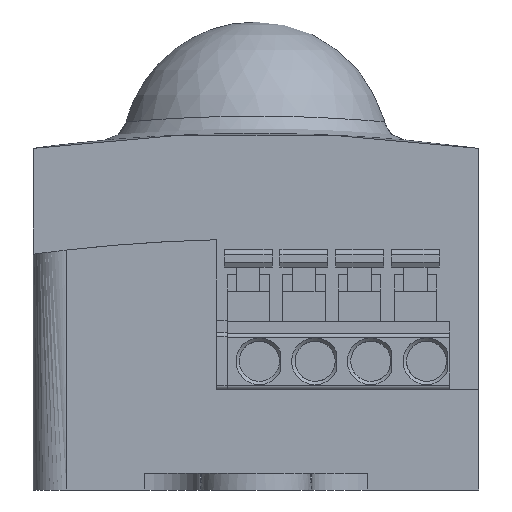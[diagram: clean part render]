
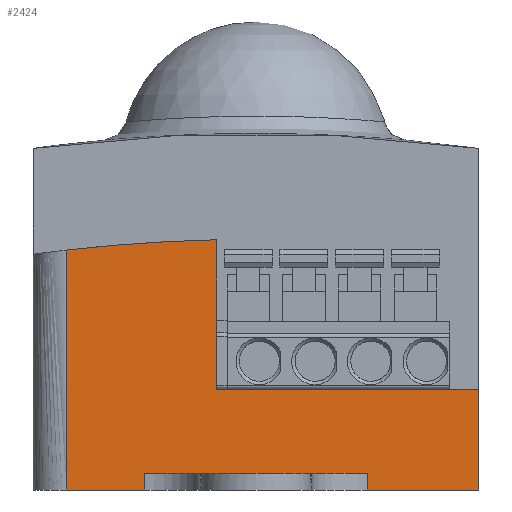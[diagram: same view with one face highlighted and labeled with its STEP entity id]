
A CAD part, left-side view. The second image highlights one B-rep face of the part: STEP entity #2424.
In plain terms, the highlighted planar face has unit normal (-1, 0, 0).
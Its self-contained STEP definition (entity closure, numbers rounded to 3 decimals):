
#2290=CIRCLE('',#8654,150.);
#2424=ADVANCED_FACE('',(#3065),#2773,.T.);
#2773=PLANE('',#8687);
#3065=FACE_OUTER_BOUND('',#3395,.T.);
#3395=EDGE_LOOP('',(#3905,#3906,#3907,#3908,#3909,#3910,#3911,#3912,#3913,
#3914));
#3905=ORIENTED_EDGE('',*,*,#6287,.T.);
#3906=ORIENTED_EDGE('',*,*,#6275,.T.);
#3907=ORIENTED_EDGE('',*,*,#6288,.T.);
#3908=ORIENTED_EDGE('',*,*,#6219,.T.);
#3909=ORIENTED_EDGE('',*,*,#6289,.T.);
#3910=ORIENTED_EDGE('',*,*,#6285,.T.);
#3911=ORIENTED_EDGE('',*,*,#6191,.T.);
#3912=ORIENTED_EDGE('',*,*,#6286,.T.);
#3913=ORIENTED_EDGE('',*,*,#6187,.T.);
#3914=ORIENTED_EDGE('',*,*,#6231,.F.);
#5585=VERTEX_POINT('',#10806);
#5586=VERTEX_POINT('',#10807);
#5589=VERTEX_POINT('',#10815);
#5590=VERTEX_POINT('',#10816);
#5617=VERTEX_POINT('',#10875);
#5618=VERTEX_POINT('',#10877);
#5627=VERTEX_POINT('',#10914);
#5656=VERTEX_POINT('',#10993);
#5661=VERTEX_POINT('',#11002);
#5662=VERTEX_POINT('',#11004);
#6187=EDGE_CURVE('',#5585,#5586,#7093,.T.);
#6191=EDGE_CURVE('',#5589,#5590,#7097,.T.);
#6219=EDGE_CURVE('',#5618,#5617,#7120,.T.);
#6231=EDGE_CURVE('',#5627,#5586,#2290,.T.);
#6275=EDGE_CURVE('',#5662,#5661,#7157,.T.);
#6285=EDGE_CURVE('',#5656,#5589,#7158,.T.);
#6286=EDGE_CURVE('',#5590,#5585,#7159,.T.);
#6287=EDGE_CURVE('',#5627,#5662,#7160,.T.);
#6288=EDGE_CURVE('',#5661,#5618,#7161,.T.);
#6289=EDGE_CURVE('',#5617,#5656,#7162,.T.);
#7093=LINE('',#10805,#7867);
#7097=LINE('',#10814,#7871);
#7120=LINE('',#10876,#7894);
#7157=LINE('',#11003,#7931);
#7158=LINE('',#11029,#7932);
#7159=LINE('',#11031,#7933);
#7160=LINE('',#11033,#7934);
#7161=LINE('',#11034,#7935);
#7162=LINE('',#11035,#7936);
#7867=VECTOR('',#9106,1.);
#7871=VECTOR('',#9112,1.);
#7894=VECTOR('',#9147,1.);
#7931=VECTOR('',#9244,1.);
#7932=VECTOR('',#9257,1.);
#7933=VECTOR('',#9260,1.);
#7934=VECTOR('',#9263,1.);
#7935=VECTOR('',#9264,1.);
#7936=VECTOR('',#9265,1.);
#8654=AXIS2_PLACEMENT_3D('',#10915,#9165,#9166);
#8687=AXIS2_PLACEMENT_3D('',#11036,#9266,#9267);
#9106=DIRECTION('',(0.,0.,1.));
#9112=DIRECTION('',(0.,0.,1.));
#9147=DIRECTION('',(0.,-1.,0.));
#9165=DIRECTION('',(1.,0.,0.));
#9166=DIRECTION('',(0.,0.,1.));
#9244=DIRECTION('',(0.,-1.,0.));
#9257=DIRECTION('',(0.,-1.,0.));
#9260=DIRECTION('',(0.,1.,0.));
#9263=DIRECTION('',(0.,0.,-1.));
#9264=DIRECTION('',(0.,0.,1.));
#9265=DIRECTION('',(0.,0.,-1.));
#9266=DIRECTION('',(-1.,0.,0.));
#9267=DIRECTION('',(0.,0.,1.));
#10805=CARTESIAN_POINT('',(-1.5,22.,0.));
#10806=CARTESIAN_POINT('',(-1.5,22.,9.));
#10807=CARTESIAN_POINT('',(-1.5,22.,22.459));
#10814=CARTESIAN_POINT('',(-1.5,-1.5,0.));
#10815=CARTESIAN_POINT('',(-1.5,-1.5,0.));
#10816=CARTESIAN_POINT('',(-1.5,-1.5,9.));
#10875=CARTESIAN_POINT('',(-1.5,8.5,1.5));
#10876=CARTESIAN_POINT('',(-1.5,18.5,1.5));
#10877=CARTESIAN_POINT('',(-1.5,28.5,1.5));
#10914=CARTESIAN_POINT('',(-1.5,35.5,21.534));
#10915=CARTESIAN_POINT('',(-1.5,18.5,-127.5));
#10993=CARTESIAN_POINT('',(-1.5,8.5,0.));
#11002=CARTESIAN_POINT('',(-1.5,28.5,0.));
#11003=CARTESIAN_POINT('',(-1.5,18.5,0.));
#11004=CARTESIAN_POINT('',(-1.5,35.5,0.));
#11029=CARTESIAN_POINT('',(-1.5,18.5,0.));
#11031=CARTESIAN_POINT('',(-1.5,18.5,9.));
#11033=CARTESIAN_POINT('',(-1.5,35.5,0.));
#11034=CARTESIAN_POINT('',(-1.5,28.5,0.));
#11035=CARTESIAN_POINT('',(-1.5,8.5,0.));
#11036=CARTESIAN_POINT('',(-1.5,18.5,0.));
